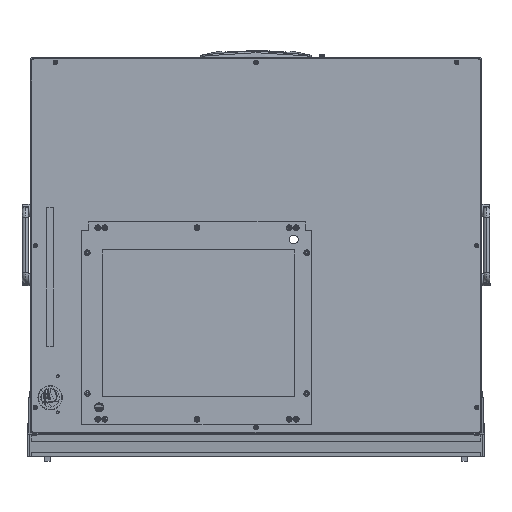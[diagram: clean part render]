
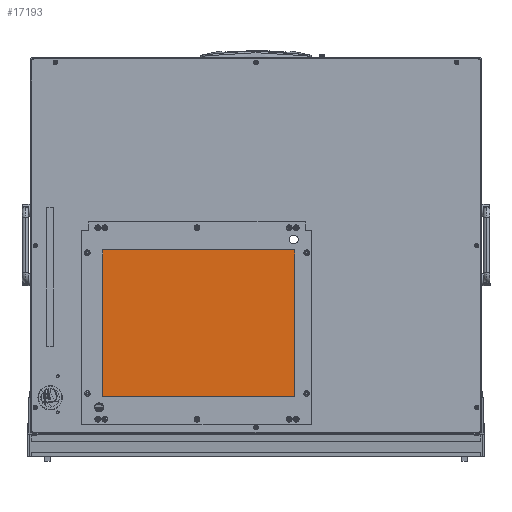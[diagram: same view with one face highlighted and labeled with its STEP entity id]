
A CAD part, front view. The second image highlights one B-rep face of the part: STEP entity #17193.
In plain terms, the highlighted planar face has unit normal (0, -1, 0).
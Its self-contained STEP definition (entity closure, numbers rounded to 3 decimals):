
#584 = EDGE_CURVE ( 'NONE', #55151, #36710, #28703, .T. ) ;
#2750 = CARTESIAN_POINT ( 'NONE',  ( 135.25, -4.5, 105.65 ) ) ;
#8922 = DIRECTION ( 'NONE',  ( 0., 0., -1. ) ) ;
#14483 = LINE ( 'NONE', #25918, #56073 ) ;
#16053 = ORIENTED_EDGE ( 'NONE', *, *, #31336, .T. ) ;
#17100 = LINE ( 'NONE', #76844, #29689 ) ;
#17193 = ADVANCED_FACE ( 'NONE', ( #57703 ), #70442, .T. ) ;
#18087 = EDGE_LOOP ( 'NONE', ( #33933, #52443, #16053, #73292 ) ) ;
#22095 = DIRECTION ( 'NONE',  ( 0., 0., 1. ) ) ;
#22580 = EDGE_CURVE ( 'NONE', #75229, #55151, #17100, .T. ) ;
#24745 = CARTESIAN_POINT ( 'NONE',  ( 135.25, -4.5, 105.65 ) ) ;
#25918 = CARTESIAN_POINT ( 'NONE',  ( 135.25, -4.5, 105.65 ) ) ;
#28703 = LINE ( 'NONE', #55479, #53859 ) ;
#29689 = VECTOR ( 'NONE', #47992, 1000. ) ;
#31336 = EDGE_CURVE ( 'NONE', #80048, #75229, #54165, .T. ) ;
#33933 = ORIENTED_EDGE ( 'NONE', *, *, #584, .T. ) ;
#36224 = VECTOR ( 'NONE', #80111, 1000. ) ;
#36710 = VERTEX_POINT ( 'NONE', #24745 ) ;
#40167 = CARTESIAN_POINT ( 'NONE',  ( -141.75, -4.5, -105.65 ) ) ;
#41241 = CARTESIAN_POINT ( 'NONE',  ( -141.75, -4.5, 105.65 ) ) ;
#47992 = DIRECTION ( 'NONE',  ( 1., 0., 0. ) ) ;
#52443 = ORIENTED_EDGE ( 'NONE', *, *, #73860, .T. ) ;
#53050 = AXIS2_PLACEMENT_3D ( 'NONE', #2750, #63851, #8922 ) ;
#53193 = CARTESIAN_POINT ( 'NONE',  ( 135.25, -4.5, -105.65 ) ) ;
#53859 = VECTOR ( 'NONE', #22095, 1000. ) ;
#54165 = LINE ( 'NONE', #40167, #36224 ) ;
#55151 = VERTEX_POINT ( 'NONE', #53193 ) ;
#55479 = CARTESIAN_POINT ( 'NONE',  ( 135.25, -4.5, -105.65 ) ) ;
#56073 = VECTOR ( 'NONE', #60630, 1000. ) ;
#57703 = FACE_OUTER_BOUND ( 'NONE', #18087, .T. ) ;
#60630 = DIRECTION ( 'NONE',  ( -1., 0., 0. ) ) ;
#63851 = DIRECTION ( 'NONE',  ( 0., -1., 0. ) ) ;
#70442 = PLANE ( 'NONE',  #53050 ) ;
#73292 = ORIENTED_EDGE ( 'NONE', *, *, #22580, .T. ) ;
#73860 = EDGE_CURVE ( 'NONE', #36710, #80048, #14483, .T. ) ;
#75229 = VERTEX_POINT ( 'NONE', #78144 ) ;
#76844 = CARTESIAN_POINT ( 'NONE',  ( 135.25, -4.5, -105.65 ) ) ;
#78144 = CARTESIAN_POINT ( 'NONE',  ( -141.75, -4.5, -105.65 ) ) ;
#80048 = VERTEX_POINT ( 'NONE', #41241 ) ;
#80111 = DIRECTION ( 'NONE',  ( 0., 0., -1. ) ) ;
